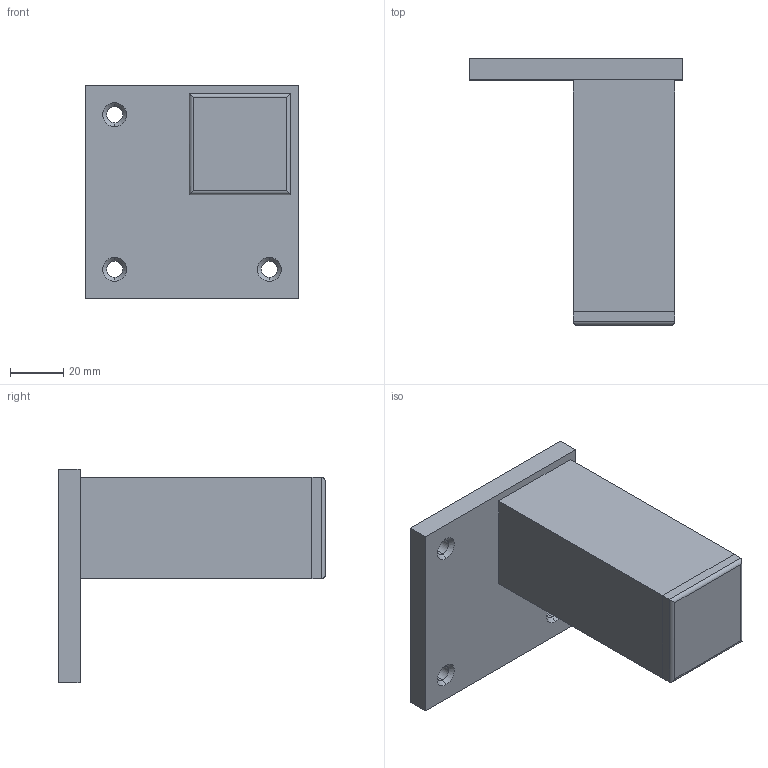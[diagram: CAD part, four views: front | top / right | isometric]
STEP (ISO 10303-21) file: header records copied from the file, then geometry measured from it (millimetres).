
FILE_DESCRIPTION (( 'STEP AP214' ), '1' );
FILE_NAME ('F001911,F001912_3D.step', '2022-10-10T13:52:41', ( '' ), ( '' ), 'SwSTEP 2.0', 'SolidWorks 2020', '' );
FILE_SCHEMA (( 'AUTOMOTIVE_DESIGN' ));
Length unit declared in the file: millimetre
Products named in the file (1): F001911,F001912_3D
Bounding box: 80 x 100 x 80 mm (x, y, z)
Volume: 183223.1 mm3; surface area: 32374.7 mm2
Topology: 2 solids, 2 shells, 33 faces, 74 edges, 46 vertices
Faces by surface type: plane 17, cylinder 10, cone 6
Entity records: 961 total; most frequent: CARTESIAN_POINT 166, DIRECTION 156, ORIENTED_EDGE 148, EDGE_CURVE 74, VECTOR 52, LINE 52, AXIS2_PLACEMENT_3D 52, VERTEX_POINT 46
